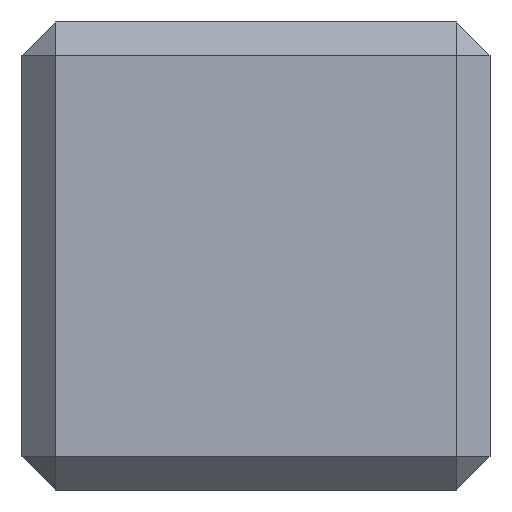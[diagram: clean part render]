
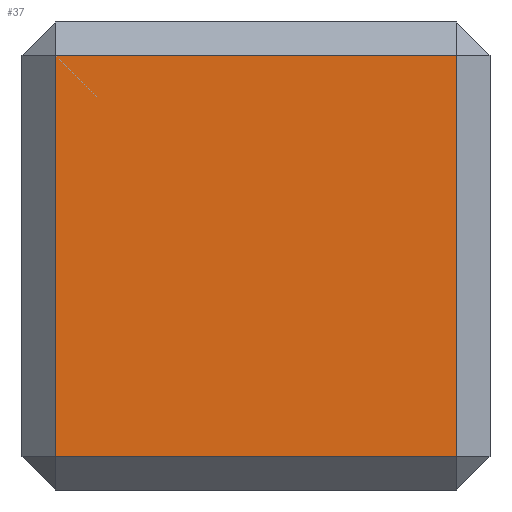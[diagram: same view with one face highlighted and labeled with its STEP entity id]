
A CAD part, front view. The second image highlights one B-rep face of the part: STEP entity #37.
In plain terms, the highlighted planar face has unit normal (0, -1, 0).
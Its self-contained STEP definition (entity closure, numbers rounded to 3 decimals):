
#22 = DIRECTION ( 'NONE',  ( 0., 1., 0. ) ) ;
#28 = CARTESIAN_POINT ( 'NONE',  ( 0., -50., -30. ) ) ;
#30 = ORIENTED_EDGE ( 'NONE', *, *, #374, .T. ) ;
#37 = ADVANCED_FACE ( 'NONE', ( #332 ), #236, .F. ) ;
#75 = CARTESIAN_POINT ( 'NONE',  ( 30., -50., 0. ) ) ;
#81 = DIRECTION ( 'NONE',  ( 1., 0., 0. ) ) ;
#92 = CARTESIAN_POINT ( 'NONE',  ( -30., -50., 30. ) ) ;
#100 = LINE ( 'NONE', #346, #365 ) ;
#124 = ORIENTED_EDGE ( 'NONE', *, *, #214, .T. ) ;
#135 = DIRECTION ( 'NONE',  ( -1., 0., 0. ) ) ;
#214 = EDGE_CURVE ( 'NONE', #252, #472, #268, .T. ) ;
#220 = DIRECTION ( 'NONE',  ( 0., 0., 1. ) ) ;
#225 = CARTESIAN_POINT ( 'NONE',  ( 0., -50., 0. ) ) ;
#227 = ORIENTED_EDGE ( 'NONE', *, *, #436, .T. ) ;
#236 = PLANE ( 'NONE',  #643 ) ;
#252 = VERTEX_POINT ( 'NONE', #470 ) ;
#264 = CARTESIAN_POINT ( 'NONE',  ( -30., -50., -30. ) ) ;
#268 = LINE ( 'NONE', #75, #301 ) ;
#278 = CARTESIAN_POINT ( 'NONE',  ( 0., -50., 30. ) ) ;
#292 = EDGE_LOOP ( 'NONE', ( #124, #584, #30, #227 ) ) ;
#301 = VECTOR ( 'NONE', #220, 1000. ) ;
#314 = VECTOR ( 'NONE', #135, 1000. ) ;
#332 = FACE_OUTER_BOUND ( 'NONE', #292, .T. ) ;
#341 = VERTEX_POINT ( 'NONE', #92 ) ;
#346 = CARTESIAN_POINT ( 'NONE',  ( -30., -50., 0. ) ) ;
#365 = VECTOR ( 'NONE', #593, 1000. ) ;
#374 = EDGE_CURVE ( 'NONE', #341, #638, #100, .T. ) ;
#412 = DIRECTION ( 'NONE',  ( 0., 0., 1. ) ) ;
#428 = LINE ( 'NONE', #28, #591 ) ;
#436 = EDGE_CURVE ( 'NONE', #638, #252, #428, .T. ) ;
#456 = EDGE_CURVE ( 'NONE', #472, #341, #524, .T. ) ;
#470 = CARTESIAN_POINT ( 'NONE',  ( 30., -50., -30. ) ) ;
#472 = VERTEX_POINT ( 'NONE', #580 ) ;
#524 = LINE ( 'NONE', #278, #314 ) ;
#580 = CARTESIAN_POINT ( 'NONE',  ( 30., -50., 30. ) ) ;
#584 = ORIENTED_EDGE ( 'NONE', *, *, #456, .T. ) ;
#591 = VECTOR ( 'NONE', #81, 1000. ) ;
#593 = DIRECTION ( 'NONE',  ( 0., 0., -1. ) ) ;
#638 = VERTEX_POINT ( 'NONE', #264 ) ;
#643 = AXIS2_PLACEMENT_3D ( 'NONE', #225, #22, #412 ) ;
